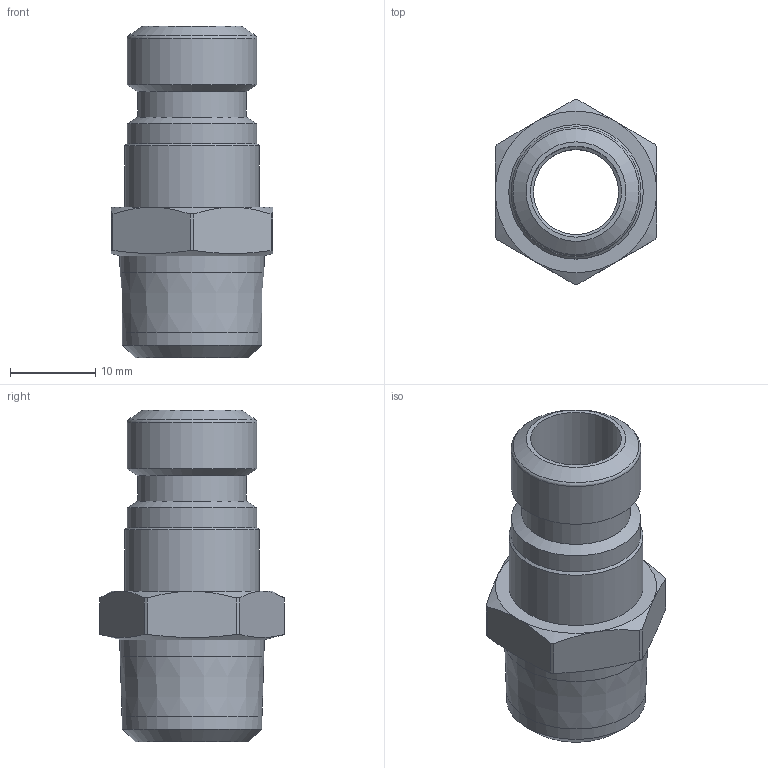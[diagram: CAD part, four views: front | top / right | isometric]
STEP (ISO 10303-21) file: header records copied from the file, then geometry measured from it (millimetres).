
FILE_DESCRIPTION(/* description */ ('STECKNIPPEL'),/* implementation_level */ '2;1');
FILE_NAME(/* name */ 'esscig_38_nas.stp',/* time_stamp */ '2022-06-28T10:48:58+02:00',/* author */ ('meier'),/* organization */ (''),/* preprocessor_version */ 'ST-DEVELOPER v18.1',/* originating_system */ 'Autodesk Inventor 2022',/* authorisation */ '0 mm^3');
FILE_SCHEMA (('AUTOMOTIVE_DESIGN { 1 0 10303 214 3 1 1 }'));
Length unit declared in the file: millimetre
Products named in the file (1): LUE_00038378
Bounding box: 19 x 21.7 x 39 mm (x, y, z)
Volume: 4696.9 mm3; surface area: 3651.2 mm2
Topology: 1 solids, 1 shells, 38 faces, 89 edges, 54 vertices
Faces by surface type: cone 16, cylinder 12, plane 9, torus 1
Full cylindrical faces by diameter (mm): 10 x1, 10.7 x1, 12.8 x1, 15.25 x2, 15.8 x1
Entity records: 1127 total; most frequent: CARTESIAN_POINT 218, DIRECTION 192, ORIENTED_EDGE 178, EDGE_CURVE 89, AXIS2_PLACEMENT_3D 82, VERTEX_POINT 54, CIRCLE 43, EDGE_LOOP 41
